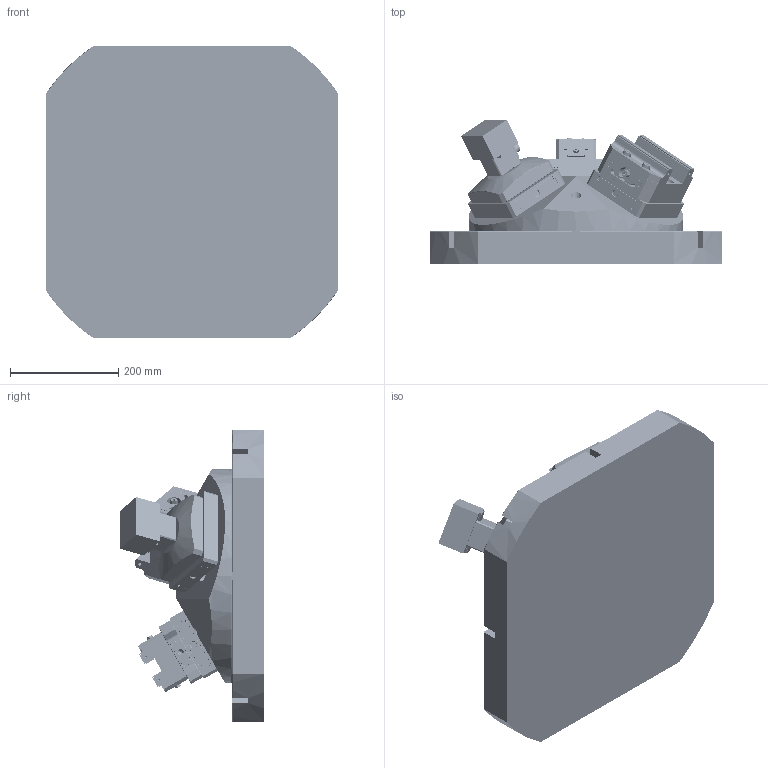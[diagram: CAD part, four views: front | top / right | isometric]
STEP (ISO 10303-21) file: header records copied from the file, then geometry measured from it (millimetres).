
FILE_DESCRIPTION((''),'2;1');
FILE_NAME('540-_ASM','2022-06-25T',('Administrator'),(''),'PRO/ENGINEER BY PARAMETRIC TECHNOLOGY CORPORATION, 2009360','PRO/ENGINEER BY PARAMETRIC TECHNOLOGY CORPORATION, 2009360','');
FILE_SCHEMA(('CONFIG_CONTROL_DESIGN'));
Length unit declared in the file: millimetre
Products named in the file (19): 540-540; PY30; SK96-S195; PRT0001; ASM0003_ASM_ASM_ASM; PRT0002_2; ASM0002_ASM_ASM_ASM; 125-150_ASM_ASM_ASM_ASM; DXQK-130155_ASM_ASM; SK52-S96; 6565656_1; V75100X-5_V75100X-5_ANY_AF0_26_; DXQK-75100-D_ASM_1_ASM_1_ASM; DXQK-75100-_ASM; SK96-YW50_ASM; 86-60-70_11; YW50-96_ASM_1_ASM; YW50-96_ASM_ASM; 540-_ASM
Assembly tree (22 placements, depth 6):
  540-_ASM
    540-540
    PY30
    SK96-S195  x3
    DXQK-130155_ASM_ASM
      125-150_ASM_ASM_ASM_ASM
        ASM0002_ASM_ASM_ASM
          ASM0003_ASM_ASM_ASM
            PRT0001  x2
          PRT0002_2
    SK52-S96
    DXQK-75100-_ASM
      DXQK-75100-D_ASM_1_ASM_1_ASM
        6565656_1
        V75100X-5_V75100X-5_ANY_AF0_26_  x2
    YW50-96_ASM_ASM
      YW50-96_ASM_1_ASM
        SK96-YW50_ASM
        86-60-70_11
Bounding box: 540 x 265.88 x 540.02 mm (x, y, z)
Volume: 26932320.1 mm3; surface area: 1733823.1 mm2
Topology: 14 solids, 75 shells, 5285 faces, 14104 edges, 9282 vertices
Faces by surface type: plane 2993, cylinder 1340, cone 716, torus 140, extrusion 58, bspline 26, sphere 12
Entity records: 130397 total; most frequent: CARTESIAN_POINT 37505, ORIENTED_EDGE 19338, DIRECTION 19247, EDGE_CURVE 9669, AXIS2_PLACEMENT_3D 6669, VERTEX_POINT 6409, VECTOR 5909, LINE 5851
